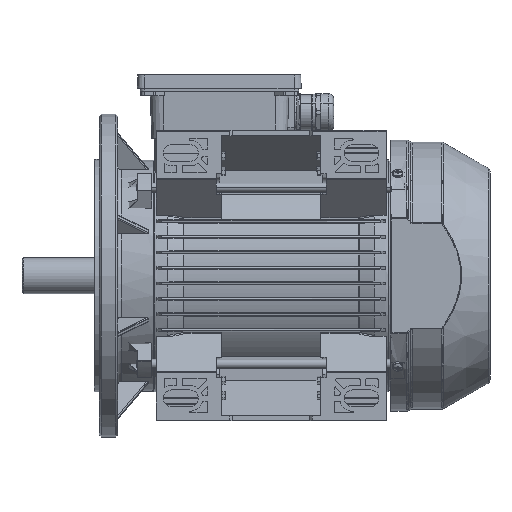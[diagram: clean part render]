
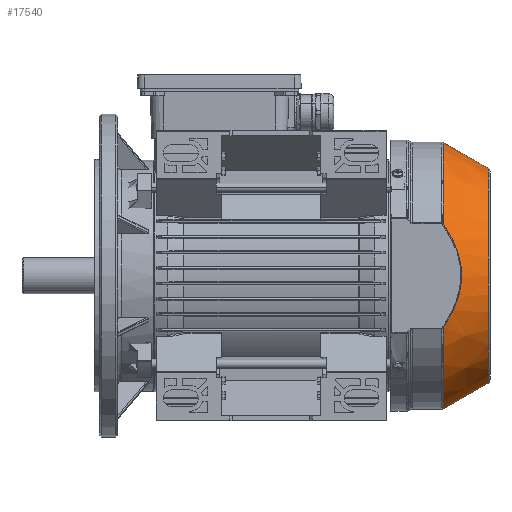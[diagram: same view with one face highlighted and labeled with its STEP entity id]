
A CAD part, front view. The second image highlights one B-rep face of the part: STEP entity #17540.
In plain terms, the highlighted conical face has half-angle 29.578 degrees and reference radius 82.5 mm.
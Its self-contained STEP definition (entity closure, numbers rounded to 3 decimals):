
#474 = LINE ( 'NONE', #53651, #98472 ) ;
#769 = DIRECTION ( 'NONE',  ( 0., 0., 1. ) ) ;
#3768 = DIRECTION ( 'NONE',  ( 0., 0., -1. ) ) ;
#5954 = CIRCLE ( 'NONE', #11565, 103.109 ) ;
#7478 = CARTESIAN_POINT ( 'NONE',  ( 54.361, -94.933, 9.069 ) ) ;
#8347 = CARTESIAN_POINT ( 'NONE',  ( 50.351, -94.923, -22.871 ) ) ;
#9203 = CARTESIAN_POINT ( 'NONE',  ( 51.326, -94.925, -20.318 ) ) ;
#11017 = EDGE_LOOP ( 'NONE', ( #148204, #137086, #28090, #73949, #162061, #143299 ) ) ;
#11565 = AXIS2_PLACEMENT_3D ( 'NONE', #33991, #152139, #127813 ) ;
#17540 = ADVANCED_FACE ( 'NONE', ( #171793 ), #147677, .T. ) ;
#20561 = CARTESIAN_POINT ( 'NONE',  ( 40.689, -94.9, 40.317 ) ) ;
#21450 = CARTESIAN_POINT ( 'NONE',  ( 51.635, -94.926, -19.461 ) ) ;
#22310 = CARTESIAN_POINT ( 'NONE',  ( 44.661, -94.909, 34.249 ) ) ;
#28090 = ORIENTED_EDGE ( 'NONE', *, *, #89835, .T. ) ;
#30618 = CIRCLE ( 'NONE', #102895, 83.362 ) ;
#31442 = VERTEX_POINT ( 'NONE', #34232 ) ;
#32314 = EDGE_CURVE ( 'NONE', #152643, #135620, #110020, .T. ) ;
#32768 = CARTESIAN_POINT ( 'NONE',  ( 54.974, -94.935, 3.68 ) ) ;
#33991 = CARTESIAN_POINT ( 'NONE',  ( 40.689, 0., 0. ) ) ;
#34232 = CARTESIAN_POINT ( 'NONE',  ( 40.689, 0., -103.109 ) ) ;
#34479 = CARTESIAN_POINT ( 'NONE',  ( 53.685, -94.931, -12.486 ) ) ;
#36219 = CARTESIAN_POINT ( 'NONE',  ( 53.659, -94.931, 12.602 ) ) ;
#41524 = CARTESIAN_POINT ( 'NONE',  ( 40.689, -94.9, 40.317 ) ) ;
#45808 = CARTESIAN_POINT ( 'NONE',  ( 40.689, -94.9, -40.317 ) ) ;
#46697 = CARTESIAN_POINT ( 'NONE',  ( 55.067, -94.935, 1.861 ) ) ;
#47569 = CARTESIAN_POINT ( 'NONE',  ( 53.254, -94.93, -14.243 ) ) ;
#49295 = CARTESIAN_POINT ( 'NONE',  ( 55.094, -94.935, -3.597 ) ) ;
#52071 = VERTEX_POINT ( 'NONE', #156837 ) ;
#52845 = DIRECTION ( 'NONE',  ( -1., 0., 0. ) ) ;
#53651 = CARTESIAN_POINT ( 'NONE',  ( 77., 0., 82.5 ) ) ;
#53882 = EDGE_CURVE ( 'NONE', #114050, #97381, #30618, .T. ) ;
#58034 = EDGE_CURVE ( 'NONE', #52071, #31442, #5954, .T. ) ;
#59747 = CARTESIAN_POINT ( 'NONE',  ( 49.67, -94.921, 24.643 ) ) ;
#60637 = CARTESIAN_POINT ( 'NONE',  ( 48.123, -94.917, 27.91 ) ) ;
#62323 = CARTESIAN_POINT ( 'NONE',  ( 52.491, -94.928, -16.863 ) ) ;
#63337 = CARTESIAN_POINT ( 'NONE',  ( 77., 0., 0. ) ) ;
#65459 = CARTESIAN_POINT ( 'NONE',  ( 75.481, 0., 83.362 ) ) ;
#69162 = DIRECTION ( 'NONE',  ( -1., 0., 0. ) ) ;
#72820 = CARTESIAN_POINT ( 'NONE',  ( 54.631, -94.934, 7.286 ) ) ;
#73949 = ORIENTED_EDGE ( 'NONE', *, *, #32314, .T. ) ;
#74565 = CARTESIAN_POINT ( 'NONE',  ( 52.463, -94.928, 16.954 ) ) ;
#75438 = CARTESIAN_POINT ( 'NONE',  ( 52.217, -94.927, -17.733 ) ) ;
#80629 = DIRECTION ( 'NONE',  ( -0.87, 0., 0.494 ) ) ;
#82431 = DIRECTION ( 'NONE',  ( 1., 0., 0. ) ) ;
#84341 = DIRECTION ( 'NONE',  ( -0.87, 0., -0.494 ) ) ;
#86679 = CARTESIAN_POINT ( 'NONE',  ( 51.297, -94.925, 20.395 ) ) ;
#88431 = CARTESIAN_POINT ( 'NONE',  ( 49.635, -94.921, -24.55 ) ) ;
#89835 = EDGE_CURVE ( 'NONE', #97381, #152643, #474, .T. ) ;
#95398 = CARTESIAN_POINT ( 'NONE',  ( 40.689, 0., 0. ) ) ;
#97381 = VERTEX_POINT ( 'NONE', #65459 ) ;
#98472 = VECTOR ( 'NONE', #80629, 1000. ) ;
#98862 = CARTESIAN_POINT ( 'NONE',  ( 44.67, -94.909, -34.235 ) ) ;
#99422 = EDGE_CURVE ( 'NONE', #135620, #52071, #159308, .T. ) ;
#99747 = CARTESIAN_POINT ( 'NONE',  ( 42.749, -94.905, -37.315 ) ) ;
#102895 = AXIS2_PLACEMENT_3D ( 'NONE', #109059, #69162, #3768 ) ;
#109059 = CARTESIAN_POINT ( 'NONE',  ( 75.481, 0., 0. ) ) ;
#109516 = LINE ( 'NONE', #136429, #114042 ) ;
#110020 = CIRCLE ( 'NONE', #154439, 103.109 ) ;
#112682 = CARTESIAN_POINT ( 'NONE',  ( 52.19, -94.927, 17.818 ) ) ;
#113571 = CARTESIAN_POINT ( 'NONE',  ( 42.746, -94.905, 37.32 ) ) ;
#114042 = VECTOR ( 'NONE', #84341, 1000. ) ;
#114050 = VERTEX_POINT ( 'NONE', #161568 ) ;
#115277 = CARTESIAN_POINT ( 'NONE',  ( 47.275, -94.915, -29.461 ) ) ;
#122314 = DIRECTION ( 'NONE',  ( 0., 0., -1. ) ) ;
#122799 = AXIS2_PLACEMENT_3D ( 'NONE', #63337, #52845, #769 ) ;
#125721 = CARTESIAN_POINT ( 'NONE',  ( 54.729, -94.934, -7.18 ) ) ;
#127472 = CARTESIAN_POINT ( 'NONE',  ( 55.09, -94.935, 0.946 ) ) ;
#127813 = DIRECTION ( 'NONE',  ( 0., 0., -1. ) ) ;
#135620 = VERTEX_POINT ( 'NONE', #41524 ) ;
#136429 = CARTESIAN_POINT ( 'NONE',  ( 77., 0., -82.5 ) ) ;
#137086 = ORIENTED_EDGE ( 'NONE', *, *, #53882, .T. ) ;
#139608 = CARTESIAN_POINT ( 'NONE',  ( 48.097, -94.917, -27.844 ) ) ;
#140474 = CARTESIAN_POINT ( 'NONE',  ( 51.607, -94.926, 19.537 ) ) ;
#143299 = ORIENTED_EDGE ( 'NONE', *, *, #58034, .T. ) ;
#147677 = CONICAL_SURFACE ( 'NONE', #122799, 82.5, 0.516 ) ;
#148204 = ORIENTED_EDGE ( 'NONE', *, *, #154349, .F. ) ;
#151773 = CARTESIAN_POINT ( 'NONE',  ( 54.904, -94.934, 4.585 ) ) ;
#152139 = DIRECTION ( 'NONE',  ( 1., 0., 0. ) ) ;
#152643 = VERTEX_POINT ( 'NONE', #159237 ) ;
#154349 = EDGE_CURVE ( 'NONE', #114050, #31442, #109516, .T. ) ;
#154439 = AXIS2_PLACEMENT_3D ( 'NONE', #95398, #82431, #122314 ) ;
#156837 = CARTESIAN_POINT ( 'NONE',  ( 40.689, -94.9, -40.317 ) ) ;
#159237 = CARTESIAN_POINT ( 'NONE',  ( 40.689, 0., 103.109 ) ) ;
#159308 = B_SPLINE_CURVE_WITH_KNOTS ( 'NONE', 3,
 ( #20561, #113571, #22310, #60637, #59747, #86679, #140474, #112682, #74565, #165670, #36219, #7478, #72820, #151773, #32768, #46697, #127472, #49295, #125721, #34479, #47569, #62323, #75438, #21450, #9203, #8347, #88431, #139608, #115277, #98862, #99747, #45808 ),
 .UNSPECIFIED., .F., .F.,
 ( 4, 2, 2, 2, 2, 2, 2, 2, 2, 2, 2, 2, 2, 2, 2, 4 ),
 ( 0., 0.011, 0.022, 0.024, 0.027, 0.033, 0.038, 0.041, 0.043, 0.054, 0.06, 0.062, 0.065, 0.07, 0.076, 0.087 ),
 .UNSPECIFIED. ) ;
#161568 = CARTESIAN_POINT ( 'NONE',  ( 75.481, 0., -83.362 ) ) ;
#162061 = ORIENTED_EDGE ( 'NONE', *, *, #99422, .T. ) ;
#165670 = CARTESIAN_POINT ( 'NONE',  ( 53.226, -94.93, 14.352 ) ) ;
#171793 = FACE_OUTER_BOUND ( 'NONE', #11017, .T. ) ;
